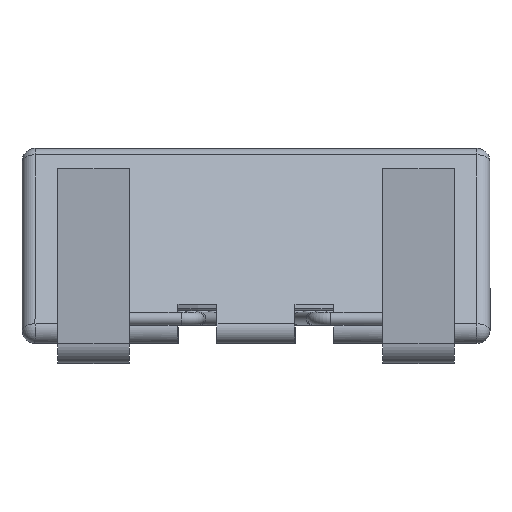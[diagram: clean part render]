
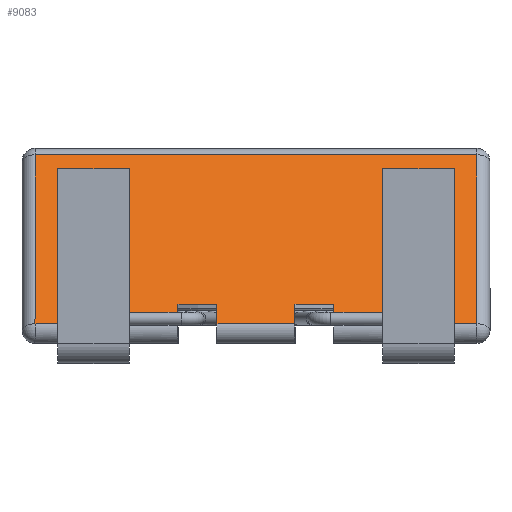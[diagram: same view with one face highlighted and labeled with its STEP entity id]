
A CAD part, front view. The second image highlights one B-rep face of the part: STEP entity #9083.
In plain terms, the highlighted face is planar.
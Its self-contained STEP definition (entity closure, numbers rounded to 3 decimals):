
#49=LINE('',#12349,#310);
#50=LINE('',#12352,#311);
#51=LINE('',#12354,#312);
#52=LINE('',#12356,#313);
#53=LINE('',#12358,#314);
#54=LINE('',#12360,#315);
#55=LINE('',#12362,#316);
#56=LINE('',#12364,#317);
#57=LINE('',#12366,#318);
#58=LINE('',#12368,#319);
#59=LINE('',#12370,#320);
#60=LINE('',#12372,#321);
#61=LINE('',#12374,#322);
#62=LINE('',#12376,#323);
#63=LINE('',#12378,#324);
#64=LINE('',#12380,#325);
#65=LINE('',#12382,#326);
#66=LINE('',#12384,#327);
#67=LINE('',#12386,#328);
#68=LINE('',#12388,#329);
#310=VECTOR('',#10449,1000.);
#311=VECTOR('',#10450,1000.);
#312=VECTOR('',#10451,1000.);
#313=VECTOR('',#10452,1000.);
#314=VECTOR('',#10453,1000.);
#315=VECTOR('',#10454,1000.);
#316=VECTOR('',#10455,1000.);
#317=VECTOR('',#10456,1000.);
#318=VECTOR('',#10457,1000.);
#319=VECTOR('',#10458,1000.);
#320=VECTOR('',#10459,1000.);
#321=VECTOR('',#10460,1000.);
#322=VECTOR('',#10461,1000.);
#323=VECTOR('',#10462,1000.);
#324=VECTOR('',#10463,1000.);
#325=VECTOR('',#10464,1000.);
#326=VECTOR('',#10465,1000.);
#327=VECTOR('',#10466,1000.);
#328=VECTOR('',#10467,1000.);
#329=VECTOR('',#10468,1000.);
#571=PLANE('',#9604);
#1366=ORIENTED_EDGE('',*,*,#2804,.F.);
#1367=ORIENTED_EDGE('',*,*,#2805,.T.);
#1368=ORIENTED_EDGE('',*,*,#2806,.T.);
#1369=ORIENTED_EDGE('',*,*,#2807,.T.);
#1370=ORIENTED_EDGE('',*,*,#2808,.F.);
#1371=ORIENTED_EDGE('',*,*,#2809,.F.);
#1372=ORIENTED_EDGE('',*,*,#2810,.T.);
#1373=ORIENTED_EDGE('',*,*,#2811,.F.);
#1374=ORIENTED_EDGE('',*,*,#2812,.F.);
#1375=ORIENTED_EDGE('',*,*,#2813,.T.);
#1376=ORIENTED_EDGE('',*,*,#2814,.F.);
#1377=ORIENTED_EDGE('',*,*,#2815,.T.);
#1378=ORIENTED_EDGE('',*,*,#2816,.F.);
#1379=ORIENTED_EDGE('',*,*,#2817,.T.);
#1380=ORIENTED_EDGE('',*,*,#2818,.T.);
#1381=ORIENTED_EDGE('',*,*,#2819,.T.);
#1382=ORIENTED_EDGE('',*,*,#2820,.F.);
#1383=ORIENTED_EDGE('',*,*,#2821,.F.);
#1384=ORIENTED_EDGE('',*,*,#2822,.T.);
#1385=ORIENTED_EDGE('',*,*,#2823,.T.);
#2804=EDGE_CURVE('',#3583,#3584,#49,.T.);
#2805=EDGE_CURVE('',#3583,#3585,#50,.T.);
#2806=EDGE_CURVE('',#3585,#3586,#51,.T.);
#2807=EDGE_CURVE('',#3586,#3587,#52,.T.);
#2808=EDGE_CURVE('',#3588,#3587,#53,.T.);
#2809=EDGE_CURVE('',#3589,#3588,#54,.T.);
#2810=EDGE_CURVE('',#3589,#3590,#55,.T.);
#2811=EDGE_CURVE('',#3591,#3590,#56,.T.);
#2812=EDGE_CURVE('',#3592,#3591,#57,.T.);
#2813=EDGE_CURVE('',#3592,#3593,#58,.T.);
#2814=EDGE_CURVE('',#3594,#3593,#59,.T.);
#2815=EDGE_CURVE('',#3594,#3595,#60,.T.);
#2816=EDGE_CURVE('',#3596,#3595,#61,.T.);
#2817=EDGE_CURVE('',#3596,#3597,#62,.T.);
#2818=EDGE_CURVE('',#3597,#3598,#63,.T.);
#2819=EDGE_CURVE('',#3598,#3599,#64,.T.);
#2820=EDGE_CURVE('',#3600,#3599,#65,.T.);
#2821=EDGE_CURVE('',#3601,#3600,#66,.T.);
#2822=EDGE_CURVE('',#3601,#3602,#67,.T.);
#2823=EDGE_CURVE('',#3602,#3584,#68,.T.);
#3583=VERTEX_POINT('',#12350);
#3584=VERTEX_POINT('',#12351);
#3585=VERTEX_POINT('',#12353);
#3586=VERTEX_POINT('',#12355);
#3587=VERTEX_POINT('',#12357);
#3588=VERTEX_POINT('',#12359);
#3589=VERTEX_POINT('',#12361);
#3590=VERTEX_POINT('',#12363);
#3591=VERTEX_POINT('',#12365);
#3592=VERTEX_POINT('',#12367);
#3593=VERTEX_POINT('',#12369);
#3594=VERTEX_POINT('',#12371);
#3595=VERTEX_POINT('',#12373);
#3596=VERTEX_POINT('',#12375);
#3597=VERTEX_POINT('',#12377);
#3598=VERTEX_POINT('',#12379);
#3599=VERTEX_POINT('',#12381);
#3600=VERTEX_POINT('',#12383);
#3601=VERTEX_POINT('',#12385);
#3602=VERTEX_POINT('',#12387);
#4523=EDGE_LOOP('',(#1366,#1367,#1368,#1369,#1370,#1371,#1372,#1373,#1374,
#1375,#1376,#1377,#1378,#1379,#1380,#1381,#1382,#1383,#1384,#1385));
#5243=FACE_BOUND('',#4523,.T.);
#9083=ADVANCED_FACE('',(#5243),#571,.T.);
#9604=AXIS2_PLACEMENT_3D('',#12348,#10447,#10448);
#10447=DIRECTION('',(0.864,0.,-0.504));
#10448=DIRECTION('',(-0.504,0.,-0.864));
#10449=DIRECTION('',(0.,1.,0.));
#10450=DIRECTION('',(-0.504,0.,-0.864));
#10451=DIRECTION('',(0.,-1.,0.));
#10452=DIRECTION('',(0.504,0.,0.864));
#10453=DIRECTION('',(0.,1.,0.));
#10454=DIRECTION('',(0.504,0.,0.864));
#10455=DIRECTION('',(0.,-1.,0.));
#10456=DIRECTION('',(-0.504,0.,-0.864));
#10457=DIRECTION('',(0.,1.,0.));
#10458=DIRECTION('',(-0.504,0.,-0.864));
#10459=DIRECTION('',(0.,1.,0.));
#10460=DIRECTION('',(0.504,0.,0.864));
#10461=DIRECTION('',(0.,1.,0.));
#10462=DIRECTION('',(-0.504,0.,-0.864));
#10463=DIRECTION('',(0.,-1.,0.));
#10464=DIRECTION('',(0.504,0.,0.864));
#10465=DIRECTION('',(0.,1.,0.));
#10466=DIRECTION('',(0.504,0.,0.864));
#10467=DIRECTION('',(0.,1.,0.));
#10468=DIRECTION('',(0.504,0.,0.864));
#12348=CARTESIAN_POINT('',(2.575,-6.46,0.));
#12349=CARTESIAN_POINT('',(2.487,-6.46,-0.15));
#12350=CARTESIAN_POINT('',(2.487,1.525,-0.15));
#12351=CARTESIAN_POINT('',(2.487,1.7,-0.15));
#12352=CARTESIAN_POINT('',(2.575,1.525,0.));
#12353=CARTESIAN_POINT('',(2.45,1.525,-0.214));
#12354=CARTESIAN_POINT('',(2.45,-6.46,-0.214));
#12355=CARTESIAN_POINT('',(2.45,0.975,-0.214));
#12356=CARTESIAN_POINT('',(2.575,0.975,0.));
#12357=CARTESIAN_POINT('',(2.487,0.975,-0.15));
#12358=CARTESIAN_POINT('',(2.487,-6.46,-0.15));
#12359=CARTESIAN_POINT('',(2.487,0.6,-0.15));
#12360=CARTESIAN_POINT('',(2.575,0.6,0.));
#12361=CARTESIAN_POINT('',(2.4,0.6,-0.3));
#12362=CARTESIAN_POINT('',(2.4,-6.46,-0.3));
#12363=CARTESIAN_POINT('',(2.4,0.3,-0.3));
#12364=CARTESIAN_POINT('',(2.575,0.3,0.));
#12365=CARTESIAN_POINT('',(2.487,0.3,-0.15));
#12366=CARTESIAN_POINT('',(2.487,-6.46,-0.15));
#12367=CARTESIAN_POINT('',(2.487,-0.3,-0.15));
#12368=CARTESIAN_POINT('',(2.575,-0.3,0.));
#12369=CARTESIAN_POINT('',(2.4,-0.3,-0.3));
#12370=CARTESIAN_POINT('',(2.4,-6.46,-0.3));
#12371=CARTESIAN_POINT('',(2.4,-0.6,-0.3));
#12372=CARTESIAN_POINT('',(2.575,-0.6,0.));
#12373=CARTESIAN_POINT('',(2.487,-0.6,-0.15));
#12374=CARTESIAN_POINT('',(2.487,-6.46,-0.15));
#12375=CARTESIAN_POINT('',(2.487,-0.975,-0.15));
#12376=CARTESIAN_POINT('',(2.575,-0.975,0.));
#12377=CARTESIAN_POINT('',(2.45,-0.975,-0.214));
#12378=CARTESIAN_POINT('',(2.45,-6.46,-0.214));
#12379=CARTESIAN_POINT('',(2.45,-1.525,-0.214));
#12380=CARTESIAN_POINT('',(2.575,-1.525,0.));
#12381=CARTESIAN_POINT('',(2.487,-1.525,-0.15));
#12382=CARTESIAN_POINT('',(2.487,-6.46,-0.15));
#12383=CARTESIAN_POINT('',(2.487,-1.7,-0.15));
#12384=CARTESIAN_POINT('',(2.575,-1.7,0.));
#12385=CARTESIAN_POINT('',(1.729,-1.7,-1.45));
#12386=CARTESIAN_POINT('',(1.729,1.8,-1.45));
#12387=CARTESIAN_POINT('',(1.729,1.7,-1.45));
#12388=CARTESIAN_POINT('',(2.575,1.7,0.));
